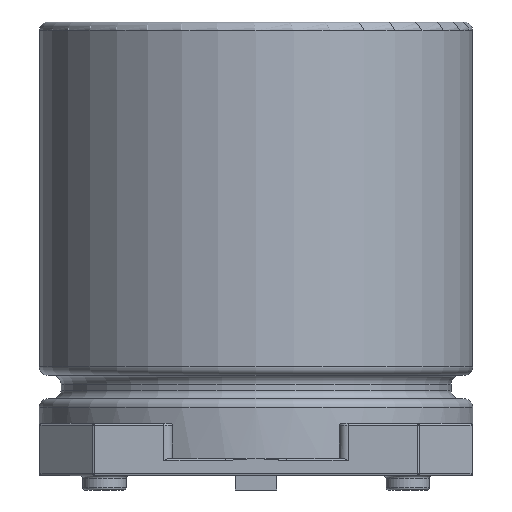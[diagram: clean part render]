
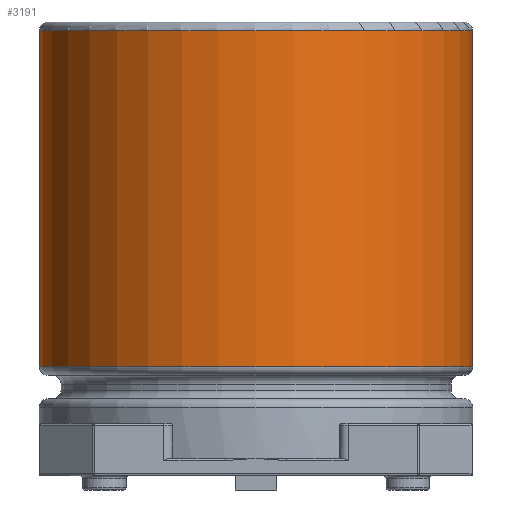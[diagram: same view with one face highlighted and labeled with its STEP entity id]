
A CAD part, left-side view. The second image highlights one B-rep face of the part: STEP entity #3191.
In plain terms, the highlighted cylindrical face has radius 5 mm (diameter 10 mm), a full revolution.
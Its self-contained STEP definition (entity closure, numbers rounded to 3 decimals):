
#314=CYLINDRICAL_SURFACE('',#3485,5.);
#448=FACE_OUTER_BOUND('',#607,.T.);
#607=EDGE_LOOP('',(#2886,#2887,#2888,#2889,#2890,#2891));
#767=LINE('',#6237,#918);
#918=VECTOR('',#4186,5.);
#1072=CIRCLE('',#3483,5.);
#1073=CIRCLE('',#3484,5.);
#1074=CIRCLE('',#3486,5.);
#1075=CIRCLE('',#3487,5.);
#1459=VERTEX_POINT('',#6230);
#1460=VERTEX_POINT('',#6232);
#1461=VERTEX_POINT('',#6236);
#1462=VERTEX_POINT('',#6238);
#1949=EDGE_CURVE('',#1459,#1460,#1072,.T.);
#1950=EDGE_CURVE('',#1460,#1459,#1073,.T.);
#1951=EDGE_CURVE('',#1460,#1461,#767,.T.);
#1952=EDGE_CURVE('',#1462,#1461,#1074,.T.);
#1953=EDGE_CURVE('',#1461,#1462,#1075,.T.);
#2886=ORIENTED_EDGE('',*,*,#1950,.F.);
#2887=ORIENTED_EDGE('',*,*,#1951,.T.);
#2888=ORIENTED_EDGE('',*,*,#1952,.F.);
#2889=ORIENTED_EDGE('',*,*,#1953,.F.);
#2890=ORIENTED_EDGE('',*,*,#1951,.F.);
#2891=ORIENTED_EDGE('',*,*,#1949,.F.);
#3191=ADVANCED_FACE('',(#448),#314,.T.);
#3483=AXIS2_PLACEMENT_3D('',#6233,#4180,#4181);
#3484=AXIS2_PLACEMENT_3D('',#6234,#4182,#4183);
#3485=AXIS2_PLACEMENT_3D('',#6235,#4184,#4185);
#3486=AXIS2_PLACEMENT_3D('',#6239,#4187,#4188);
#3487=AXIS2_PLACEMENT_3D('',#6240,#4189,#4190);
#4180=DIRECTION('center_axis',(0.,0.,1.));
#4181=DIRECTION('ref_axis',(0.,1.,0.));
#4182=DIRECTION('center_axis',(0.,0.,1.));
#4183=DIRECTION('ref_axis',(0.,1.,0.));
#4184=DIRECTION('center_axis',(0.,0.,1.));
#4185=DIRECTION('ref_axis',(0.,1.,0.));
#4186=DIRECTION('',(0.,0.,-1.));
#4187=DIRECTION('center_axis',(0.,0.,-1.));
#4188=DIRECTION('ref_axis',(0.,-1.,0.));
#4189=DIRECTION('center_axis',(0.,0.,-1.));
#4190=DIRECTION('ref_axis',(0.,-1.,0.));
#6230=CARTESIAN_POINT('',(0.,5.,10.6));
#6232=CARTESIAN_POINT('',(0.,-5.,10.6));
#6233=CARTESIAN_POINT('Origin',(0.,0.,10.6));
#6234=CARTESIAN_POINT('Origin',(0.,0.,10.6));
#6235=CARTESIAN_POINT('Origin',(0.,0.,0.729));
#6236=CARTESIAN_POINT('',(0.,-5.,2.846));
#6237=CARTESIAN_POINT('',(0.,-5.,0.729));
#6238=CARTESIAN_POINT('',(0.,5.,2.846));
#6239=CARTESIAN_POINT('Origin',(0.,0.,2.846));
#6240=CARTESIAN_POINT('Origin',(0.,0.,2.846));
